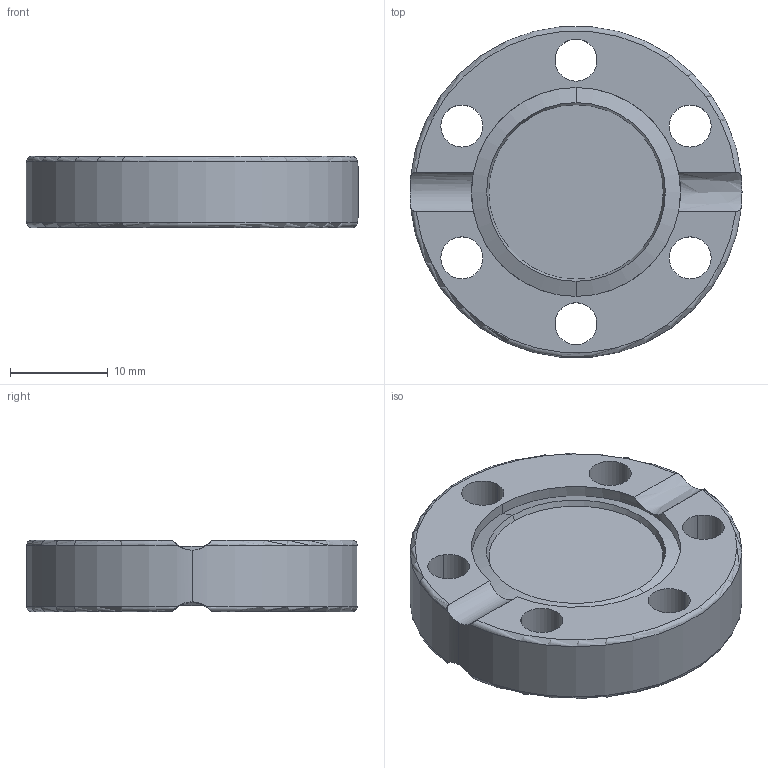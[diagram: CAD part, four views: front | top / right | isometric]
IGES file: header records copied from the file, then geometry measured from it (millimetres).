
Global section: file name: No Iges File Name specified; native system: AutoDesk Inventor R12.0; preprocessor: AutoDesk Inventor Iges Exporter R12.0; date: 20090313.090532; units: millimetre
Bounding box: 34 x 33.87 x 7.3 mm (x, y, z)
Volume: 5114.9 mm3; surface area: 3180.2 mm2
Topology: 1 solids, 1 shells, 40 faces, 106 edges, 68 vertices
Faces by surface type: bspline 14, revolution 10, plane 6, cone 4, torus 4, cylinder 2
